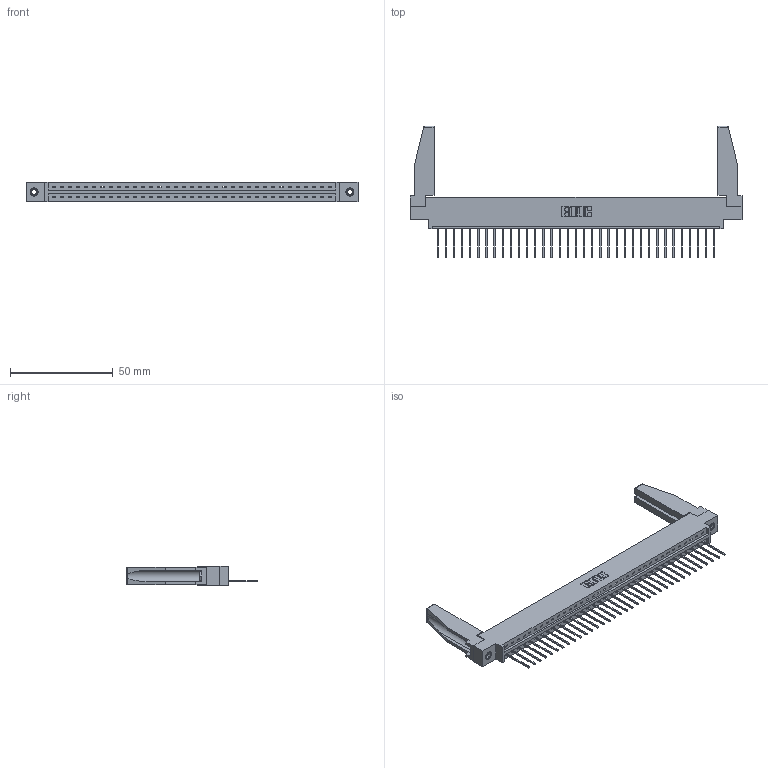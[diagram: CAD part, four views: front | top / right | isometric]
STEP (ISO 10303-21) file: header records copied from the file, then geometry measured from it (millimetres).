
FILE_DESCRIPTION (( 'STEP AP203' ), '1' );
FILE_NAME ('387-035-540-678.STEP', '2019-10-04T12:19:55', ( '' ), ( '' ), 'SwSTEP 2.0', 'SolidWorks 2016', '' );
FILE_SCHEMA (( 'CONFIG_CONTROL_DESIGN' ));
Length unit declared in the file: inch
Products named in the file (5): 337 Part_0.170 Offset - 0.156 Dia-TI; 345-250-001_345-250-001-102; 387-035-540-678; 307-220-078; 345-292-001_345-293-140
Assembly tree (40 placements, depth 2):
  387-035-540-678
    337 Part_0.170 Offset - 0.156 Dia-TI
    345-292-001_345-293-140  x35
    345-250-001_345-250-001-102  x2
    307-220-078  x2
Bounding box: 161.7 x 64.27 x 9.4 mm (x, y, z)
Volume: 20641.2 mm3; surface area: 21449.4 mm2
Topology: 40 solids, 40 shells, 2418 faces, 7233 edges, 4766 vertices
Faces by surface type: plane 1768, cylinder 634, cone 12, torus 4
Entity records: 29512 total; most frequent: CARTESIAN_POINT 5133, ORIENTED_EDGE 5060, DIRECTION 4344, EDGE_CURVE 2530, LINE 2364, VECTOR 2364, VERTEX_POINT 1680, AXIS2_PLACEMENT_3D 990
